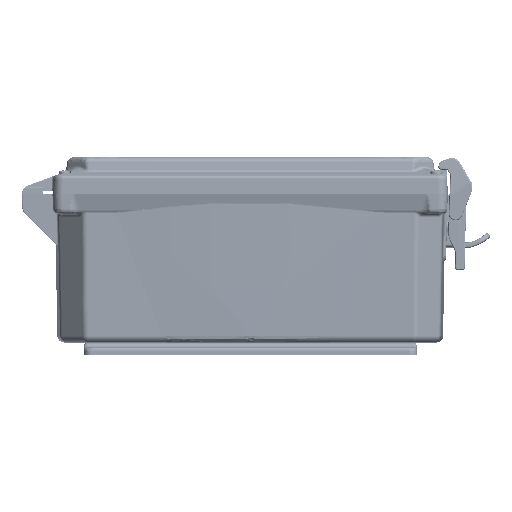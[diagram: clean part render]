
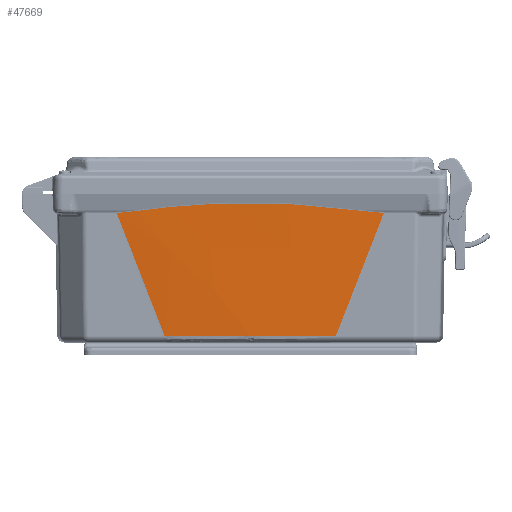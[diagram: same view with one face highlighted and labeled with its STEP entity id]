
A CAD part, front view. The second image highlights one B-rep face of the part: STEP entity #47669.
In plain terms, the highlighted free-form (B-spline) face has degree [3, 3] with [8, 4] control points.
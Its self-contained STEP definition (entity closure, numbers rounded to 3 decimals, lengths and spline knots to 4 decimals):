
#13564=CARTESIAN_POINT('',(-3.7776,-6.0811,
-2.2868));
#13565=CARTESIAN_POINT('',(-3.7757,-6.1113,
-1.7803));
#13566=CARTESIAN_POINT('',(-3.7732,-6.1517,
-0.7645));
#13567=CARTESIAN_POINT('',(-3.7732,-6.1517,
0.7645));
#13568=CARTESIAN_POINT('',(-3.7757,-6.1113,
1.7803));
#13569=CARTESIAN_POINT('',(-3.7776,-6.0811,
2.2868));
#13571=CARTESIAN_POINT('',(-0.5031,-6.1371,
3.5635));
#13572=CARTESIAN_POINT('',(-0.8384,-6.1313,
3.4331));
#13573=CARTESIAN_POINT('',(-1.4763,-6.1203,
3.185));
#13574=CARTESIAN_POINT('',(-2.3354,-6.1056,
2.8504));
#13575=CARTESIAN_POINT('',(-3.0961,-6.0926,
2.5535));
#13576=CARTESIAN_POINT('',(-3.559,-6.0848,
2.3724));
#13577=CARTESIAN_POINT('',(-3.7776,-6.0811,
2.2868));
#13579=CARTESIAN_POINT('',(-0.4507,-6.1577,
3.0291));
#13580=CARTESIAN_POINT('',(-0.4559,-6.1564,
3.0645));
#13581=CARTESIAN_POINT('',(-0.4648,-6.1538,
3.1354));
#13582=CARTESIAN_POINT('',(-0.4761,-6.1498,
3.242));
#13583=CARTESIAN_POINT('',(-0.4859,-6.1457,
3.3479));
#13584=CARTESIAN_POINT('',(-0.4947,-6.1416,
3.4524));
#13585=CARTESIAN_POINT('',(-0.5003,-6.1386,
3.526));
#13586=CARTESIAN_POINT('',(-0.5031,-6.1371,
3.5635));
#13588=CARTESIAN_POINT('',(-0.4507,-6.1577,
-3.0291));
#13589=CARTESIAN_POINT('',(-0.4062,-6.1689,
-2.7254));
#13590=CARTESIAN_POINT('',(-0.3367,-6.1863,
-2.1421));
#13591=CARTESIAN_POINT('',(-0.2766,-6.2013,
-1.3735));
#13592=CARTESIAN_POINT('',(-0.2458,-6.209,
-0.6829));
#13593=CARTESIAN_POINT('',(-0.2361,-6.2115,
-0.0606));
#13594=CARTESIAN_POINT('',(-0.2422,-6.2099,
0.5099));
#13595=CARTESIAN_POINT('',(-0.2604,-6.2054,
1.0315));
#13596=CARTESIAN_POINT('',(-0.2878,-6.1985,
1.5076));
#13597=CARTESIAN_POINT('',(-0.322,-6.19,
1.9418));
#13598=CARTESIAN_POINT('',(-0.3614,-6.1801,
2.3382));
#13599=CARTESIAN_POINT('',(-0.4045,-6.1693,
2.7003));
#13600=CARTESIAN_POINT('',(-0.4351,-6.1616,
2.9228));
#13601=CARTESIAN_POINT('',(-0.4507,-6.1577,
3.0291));
#13603=CARTESIAN_POINT('',(-0.5031,-6.1371,
-3.5635));
#13604=CARTESIAN_POINT('',(-0.5006,-6.1385,
-3.5295));
#13605=CARTESIAN_POINT('',(-0.4954,-6.1412,
-3.4615));
#13606=CARTESIAN_POINT('',(-0.4869,-6.1453,
-3.3592));
#13607=CARTESIAN_POINT('',(-0.4775,-6.1493,
-3.2565));
#13608=CARTESIAN_POINT('',(-0.4664,-6.1533,
-3.1488));
#13609=CARTESIAN_POINT('',(-0.4567,-6.1562,
-3.07));
#13610=CARTESIAN_POINT('',(-0.4507,-6.1577,
-3.0291));
#13612=CARTESIAN_POINT('',(-3.7776,-6.0811,
-2.2868));
#13613=CARTESIAN_POINT('',(-3.5931,-6.0842,
-2.359));
#13614=CARTESIAN_POINT('',(-3.2106,-6.0906,
-2.5087));
#13615=CARTESIAN_POINT('',(-2.5942,-6.1011,
-2.7494));
#13616=CARTESIAN_POINT('',(-1.941,-6.1123,
-3.004));
#13617=CARTESIAN_POINT('',(-1.2498,-6.1242,
-3.2731));
#13618=CARTESIAN_POINT('',(-0.757,-6.1327,
-3.4648));
#13619=CARTESIAN_POINT('',(-0.5031,-6.1371,
-3.5635));
#13895=CARTESIAN_POINT('',(-3.7776,-6.0811,
-2.2868));
#22947=VERTEX_POINT('',#13588);
#22948=VERTEX_POINT('',#13601);
#23023=CARTESIAN_POINT('',(-0.5031,-6.1371,
3.5635));
#23024=VERTEX_POINT('',#23023);
#23025=CARTESIAN_POINT('',(-0.5031,-6.1371,
-3.5635));
#23027=VERTEX_POINT('',#23025);
#23760=VERTEX_POINT('',#13895);
#23762=VERTEX_POINT('',#13569);
#47624=CARTESIAN_POINT('',(-0.1677,-6.1373,
3.8399));
#47625=CARTESIAN_POINT('',(-1.3946,-6.1159,
3.3499));
#47626=CARTESIAN_POINT('',(-2.6215,-6.0945,
2.86));
#47627=CARTESIAN_POINT('',(-3.8484,-6.073,
2.37));
#47628=CARTESIAN_POINT('',(-0.1677,-6.1389,
3.7983));
#47629=CARTESIAN_POINT('',(-1.3946,-6.1175,
3.3137));
#47630=CARTESIAN_POINT('',(-2.6215,-6.0961,
2.829));
#47631=CARTESIAN_POINT('',(-3.8484,-6.0747,
2.3444));
#47632=CARTESIAN_POINT('',(-0.1677,-6.1721,
2.9316));
#47633=CARTESIAN_POINT('',(-1.3946,-6.1507,
2.5577));
#47634=CARTESIAN_POINT('',(-2.6215,-6.1293,
2.1837));
#47635=CARTESIAN_POINT('',(-3.8484,-6.1079,
1.8098));
#47636=CARTESIAN_POINT('',(-0.1677,-6.2147,
1.2388));
#47637=CARTESIAN_POINT('',(-1.3946,-6.1933,
1.0809));
#47638=CARTESIAN_POINT('',(-2.6215,-6.1718,
0.9229));
#47639=CARTESIAN_POINT('',(-3.8484,-6.1504,
0.765));
#47640=CARTESIAN_POINT('',(-0.1677,-6.2147,
-1.2388));
#47641=CARTESIAN_POINT('',(-1.3946,-6.1933,
-1.0809));
#47642=CARTESIAN_POINT('',(-2.6215,-6.1718,
-0.9229));
#47643=CARTESIAN_POINT('',(-3.8484,-6.1504,
-0.765));
#47644=CARTESIAN_POINT('',(-0.1677,-6.1721,
-2.9316));
#47645=CARTESIAN_POINT('',(-1.3946,-6.1507,
-2.5577));
#47646=CARTESIAN_POINT('',(-2.6215,-6.1293,
-2.1837));
#47647=CARTESIAN_POINT('',(-3.8484,-6.1079,
-1.8098));
#47648=CARTESIAN_POINT('',(-0.1677,-6.1389,
-3.7983));
#47649=CARTESIAN_POINT('',(-1.3946,-6.1175,
-3.3137));
#47650=CARTESIAN_POINT('',(-2.6215,-6.0961,
-2.829));
#47651=CARTESIAN_POINT('',(-3.8484,-6.0747,
-2.3444));
#47652=CARTESIAN_POINT('',(-0.1677,-6.1373,
-3.8399));
#47653=CARTESIAN_POINT('',(-1.3946,-6.1159,
-3.3499));
#47654=CARTESIAN_POINT('',(-2.6215,-6.0945,
-2.86));
#47655=CARTESIAN_POINT('',(-3.8484,-6.073,
-2.37));
#47656=B_SPLINE_SURFACE_WITH_KNOTS('',3,3,((#47624,#47625,#47626,#47627),
(#47628,#47629,#47630,#47631),(#47632,#47633,#47634,#47635),(#47636,#47637,
#47638,#47639),(#47640,#47641,#47642,#47643),(#47644,#47645,#47646,#47647),(
#47648,#47649,#47650,#47651),(#47652,#47653,#47654,#47655)),.UNSPECIFIED.,.F.,
.F.,.F.,(4,1,1,1,1,4),(4,4),(-0.0168,0.,0.3333,
0.6667,1.,1.0168),(0.0424,0.9718),
.UNSPECIFIED.);
#47657=ORIENTED_EDGE('',*,*,#44679,.T.);
#47659=ORIENTED_EDGE('',*,*,#47658,.F.);
#47661=ORIENTED_EDGE('',*,*,#47660,.F.);
#47663=ORIENTED_EDGE('',*,*,#47662,.F.);
#47664=ORIENTED_EDGE('',*,*,#47616,.F.);
#47666=ORIENTED_EDGE('',*,*,#47665,.F.);
#47667=EDGE_LOOP('',(#47657,#47659,#47661,#47663,#47664,#47666));
#47668=FACE_OUTER_BOUND('',#47667,.F.);
#47669=ADVANCED_FACE('',(#47668),#47656,.F.);
#13570=B_SPLINE_CURVE_WITH_KNOTS('',3,(#13564,#13565,#13566,#13567,#13568,
#13569),.UNSPECIFIED.,.F.,.F.,(4,1,1,4),(0.,0.3333,
0.6667,1.),.UNSPECIFIED.);
#13578=B_SPLINE_CURVE_WITH_KNOTS('',3,(#13571,#13572,#13573,#13574,#13575,
#13576,#13577),.UNSPECIFIED.,.F.,.F.,(4,1,1,1,4),(0.,0.25,0.5,0.75,
1.),.UNSPECIFIED.);
#13587=B_SPLINE_CURVE_WITH_KNOTS('',3,(#13579,#13580,#13581,#13582,#13583,
#13584,#13585,#13586),.UNSPECIFIED.,.F.,.F.,(4,1,1,1,1,4),(0.,0.2,0.4,
0.6,0.8,1.),.UNSPECIFIED.);
#13602=B_SPLINE_CURVE_WITH_KNOTS('',3,(#13588,#13589,#13590,#13591,#13592,
#13593,#13594,#13595,#13596,#13597,#13598,#13599,#13600,#13601),.UNSPECIFIED.,
.F.,.F.,(4,1,1,1,1,1,1,1,1,1,1,4),(0.,0.0909,0.1818,
0.2727,0.3636,0.4545,0.5455,
0.6364,0.7273,0.8182,0.9091,1.),
.UNSPECIFIED.);
#13611=B_SPLINE_CURVE_WITH_KNOTS('',3,(#13603,#13604,#13605,#13606,#13607,
#13608,#13609,#13610),.UNSPECIFIED.,.F.,.F.,(4,1,1,1,1,4),(0.,0.2,0.4,
0.6,0.8,1.),.UNSPECIFIED.);
#13620=B_SPLINE_CURVE_WITH_KNOTS('',3,(#13612,#13613,#13614,#13615,#13616,
#13617,#13618,#13619),.UNSPECIFIED.,.F.,.F.,(4,1,1,1,1,4),(0.,0.2,0.4,
0.6,0.8,1.),.UNSPECIFIED.);
#44679=EDGE_CURVE('',#23760,#23762,#13570,.T.);
#47616=EDGE_CURVE('',#23027,#22947,#13611,.T.);
#47658=EDGE_CURVE('',#23024,#23762,#13578,.T.);
#47660=EDGE_CURVE('',#22948,#23024,#13587,.T.);
#47662=EDGE_CURVE('',#22947,#22948,#13602,.T.);
#47665=EDGE_CURVE('',#23760,#23027,#13620,.T.);
